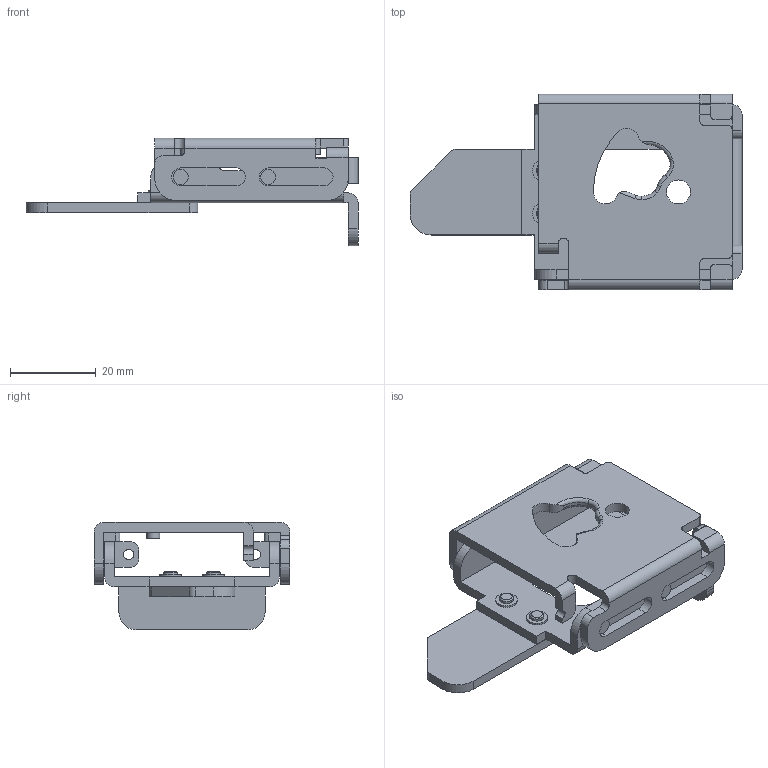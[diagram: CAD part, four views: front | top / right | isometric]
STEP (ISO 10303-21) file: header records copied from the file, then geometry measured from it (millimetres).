
FILE_DESCRIPTION (( 'STEP AP203' ), '1' );
FILE_NAME ('AC-25-ES-AB-2-R.STEP', '2020-03-10T02:34:13', ( '' ), ( '' ), 'SwSTEP 2.0', 'SolidWorks 2018', '' );
FILE_SCHEMA (( 'CONFIG_CONTROL_DESIGN' ));
Length unit declared in the file: millimetre
Products named in the file (5): AC-25-ES-AB-2-R_ベース_; AC-25-ES-AB-2-R; AC-25-ES-AB-2-R_レバー_; AC-25-ES-AB-2-R_十字穴付皿小ねじ_内径基準ver1.02_M4x6十字穴付皿小ねじ(鉄); AC-25-ES-AB-2-R_止め金_
Assembly tree (5 placements, depth 2):
  AC-25-ES-AB-2-R
    AC-25-ES-AB-2-R_ベース_
    AC-25-ES-AB-2-R_レバー_
    AC-25-ES-AB-2-R_止め金_
    AC-25-ES-AB-2-R_十字穴付皿小ねじ_内径基準ver1.02_M4x6十字穴付皿小ねじ(鉄)  x2
Bounding box: 77.3 x 45.6 x 25 mm (x, y, z)
Volume: 13196.8 mm3; surface area: 14200.7 mm2
Topology: 5 solids, 5 shells, 295 faces, 789 edges, 518 vertices
Faces by surface type: plane 148, cylinder 123, torus 12, cone 12
Entity records: 8798 total; most frequent: CARTESIAN_POINT 1478, DIRECTION 1475, ORIENTED_EDGE 1394, EDGE_CURVE 697, AXIS2_PLACEMENT_3D 523, VERTEX_POINT 458, VECTOR 429, LINE 429
